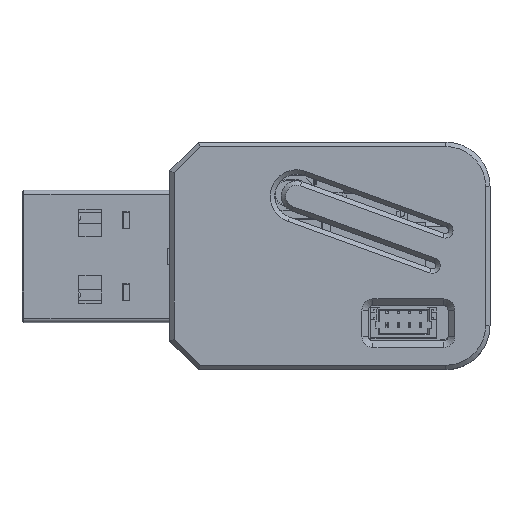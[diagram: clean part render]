
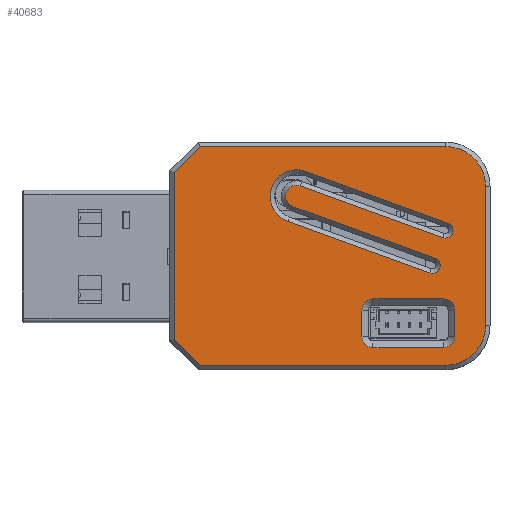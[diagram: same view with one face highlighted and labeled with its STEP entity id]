
A CAD part, top view. The second image highlights one B-rep face of the part: STEP entity #40683.
In plain terms, the highlighted planar face has unit normal (0, 0, 1).
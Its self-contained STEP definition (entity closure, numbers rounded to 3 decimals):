
#643=FACE_BOUND('',#6364,.T.);
#644=FACE_BOUND('',#6365,.T.);
#1582=CIRCLE('',#43852,2.4);
#1585=CIRCLE('',#43857,0.7);
#1586=CIRCLE('',#43860,1.);
#1589=CIRCLE('',#43865,0.7);
#1592=CIRCLE('',#43874,3.6);
#1593=CIRCLE('',#43875,3.6);
#1594=CIRCLE('',#43876,1.);
#1595=CIRCLE('',#43877,1.);
#1596=CIRCLE('',#43878,1.);
#1597=CIRCLE('',#43879,1.);
#4091=FACE_OUTER_BOUND('',#6363,.T.);
#6363=EDGE_LOOP('',(#35946,#35947,#35948,#35949,#35950,#35951,#35952,#35953));
#6364=EDGE_LOOP('',(#35954,#35955,#35956,#35957,#35958,#35959,#35960,#35961));
#6365=EDGE_LOOP('',(#35962,#35963,#35964,#35965,#35966,#35967,#35968,#35969));
#10802=LINE('',#68287,#15362);
#10806=LINE('',#68299,#15366);
#10810=LINE('',#68311,#15370);
#10813=LINE('',#68320,#15373);
#10822=LINE('',#68343,#15382);
#10823=LINE('',#68347,#15383);
#10824=LINE('',#68351,#15384);
#10825=LINE('',#68353,#15385);
#10826=LINE('',#68355,#15386);
#10827=LINE('',#68356,#15387);
#10828=LINE('',#68359,#15388);
#10829=LINE('',#68363,#15389);
#10830=LINE('',#68367,#15390);
#10831=LINE('',#68371,#15391);
#15362=VECTOR('',#54144,10.);
#15366=VECTOR('',#54156,10.);
#15370=VECTOR('',#54168,10.);
#15373=VECTOR('',#54179,10.);
#15382=VECTOR('',#54202,10.);
#15383=VECTOR('',#54205,10.);
#15384=VECTOR('',#54208,10.);
#15385=VECTOR('',#54209,10.);
#15386=VECTOR('',#54210,10.);
#15387=VECTOR('',#54211,10.);
#15388=VECTOR('',#54212,10.);
#15389=VECTOR('',#54215,10.);
#15390=VECTOR('',#54218,10.);
#15391=VECTOR('',#54221,10.);
#19122=VERTEX_POINT('',#68276);
#19123=VERTEX_POINT('',#68278);
#19126=VERTEX_POINT('',#68285);
#19128=VERTEX_POINT('',#68292);
#19130=VERTEX_POINT('',#68297);
#19132=VERTEX_POINT('',#68303);
#19134=VERTEX_POINT('',#68309);
#19136=VERTEX_POINT('',#68316);
#19142=VERTEX_POINT('',#68341);
#19143=VERTEX_POINT('',#68342);
#19144=VERTEX_POINT('',#68344);
#19145=VERTEX_POINT('',#68346);
#19146=VERTEX_POINT('',#68348);
#19147=VERTEX_POINT('',#68350);
#19148=VERTEX_POINT('',#68352);
#19149=VERTEX_POINT('',#68354);
#19150=VERTEX_POINT('',#68357);
#19151=VERTEX_POINT('',#68358);
#19152=VERTEX_POINT('',#68360);
#19153=VERTEX_POINT('',#68362);
#19154=VERTEX_POINT('',#68364);
#19155=VERTEX_POINT('',#68366);
#19156=VERTEX_POINT('',#68368);
#19157=VERTEX_POINT('',#68370);
#24739=EDGE_CURVE('',#19122,#19123,#1582,.T.);
#24743=EDGE_CURVE('',#19126,#19122,#10802,.T.);
#24747=EDGE_CURVE('',#19128,#19126,#1585,.T.);
#24749=EDGE_CURVE('',#19130,#19128,#10806,.T.);
#24752=EDGE_CURVE('',#19132,#19130,#1586,.T.);
#24755=EDGE_CURVE('',#19134,#19132,#10810,.T.);
#24759=EDGE_CURVE('',#19136,#19134,#1589,.T.);
#24760=EDGE_CURVE('',#19123,#19136,#10813,.T.);
#24771=EDGE_CURVE('',#19142,#19143,#10822,.T.);
#24772=EDGE_CURVE('',#19144,#19142,#1592,.T.);
#24773=EDGE_CURVE('',#19145,#19144,#10823,.T.);
#24774=EDGE_CURVE('',#19146,#19145,#1593,.T.);
#24775=EDGE_CURVE('',#19147,#19146,#10824,.T.);
#24776=EDGE_CURVE('',#19148,#19147,#10825,.T.);
#24777=EDGE_CURVE('',#19149,#19148,#10826,.T.);
#24778=EDGE_CURVE('',#19143,#19149,#10827,.T.);
#24779=EDGE_CURVE('',#19150,#19151,#10828,.T.);
#24780=EDGE_CURVE('',#19152,#19150,#1594,.T.);
#24781=EDGE_CURVE('',#19153,#19152,#10829,.T.);
#24782=EDGE_CURVE('',#19154,#19153,#1595,.T.);
#24783=EDGE_CURVE('',#19155,#19154,#10830,.T.);
#24784=EDGE_CURVE('',#19156,#19155,#1596,.T.);
#24785=EDGE_CURVE('',#19157,#19156,#10831,.T.);
#24786=EDGE_CURVE('',#19151,#19157,#1597,.T.);
#35946=ORIENTED_EDGE('',*,*,#24771,.F.);
#35947=ORIENTED_EDGE('',*,*,#24772,.F.);
#35948=ORIENTED_EDGE('',*,*,#24773,.F.);
#35949=ORIENTED_EDGE('',*,*,#24774,.F.);
#35950=ORIENTED_EDGE('',*,*,#24775,.F.);
#35951=ORIENTED_EDGE('',*,*,#24776,.F.);
#35952=ORIENTED_EDGE('',*,*,#24777,.F.);
#35953=ORIENTED_EDGE('',*,*,#24778,.F.);
#35954=ORIENTED_EDGE('',*,*,#24779,.F.);
#35955=ORIENTED_EDGE('',*,*,#24780,.F.);
#35956=ORIENTED_EDGE('',*,*,#24781,.F.);
#35957=ORIENTED_EDGE('',*,*,#24782,.F.);
#35958=ORIENTED_EDGE('',*,*,#24783,.F.);
#35959=ORIENTED_EDGE('',*,*,#24784,.F.);
#35960=ORIENTED_EDGE('',*,*,#24785,.F.);
#35961=ORIENTED_EDGE('',*,*,#24786,.F.);
#35962=ORIENTED_EDGE('',*,*,#24739,.F.);
#35963=ORIENTED_EDGE('',*,*,#24743,.F.);
#35964=ORIENTED_EDGE('',*,*,#24747,.F.);
#35965=ORIENTED_EDGE('',*,*,#24749,.F.);
#35966=ORIENTED_EDGE('',*,*,#24752,.F.);
#35967=ORIENTED_EDGE('',*,*,#24755,.F.);
#35968=ORIENTED_EDGE('',*,*,#24759,.F.);
#35969=ORIENTED_EDGE('',*,*,#24760,.F.);
#37893=PLANE('',#43873);
#40683=ADVANCED_FACE('',(#4091,#643,#644),#37893,.T.);
#43852=AXIS2_PLACEMENT_3D('',#68279,#54136,#54137);
#43857=AXIS2_PLACEMENT_3D('',#68294,#54151,#54152);
#43860=AXIS2_PLACEMENT_3D('',#68305,#54161,#54162);
#43865=AXIS2_PLACEMENT_3D('',#68318,#54175,#54176);
#43873=AXIS2_PLACEMENT_3D('',#68340,#54200,#54201);
#43874=AXIS2_PLACEMENT_3D('',#68345,#54203,#54204);
#43875=AXIS2_PLACEMENT_3D('',#68349,#54206,#54207);
#43876=AXIS2_PLACEMENT_3D('',#68361,#54213,#54214);
#43877=AXIS2_PLACEMENT_3D('',#68365,#54216,#54217);
#43878=AXIS2_PLACEMENT_3D('',#68369,#54219,#54220);
#43879=AXIS2_PLACEMENT_3D('',#68372,#54222,#54223);
#54136=DIRECTION('center_axis',(0.,0.,1.));
#54137=DIRECTION('ref_axis',(0.342,0.94,0.));
#54144=DIRECTION('',(-0.94,0.342,0.));
#54151=DIRECTION('center_axis',(0.,0.,1.));
#54152=DIRECTION('ref_axis',(0.423,-0.906,0.));
#54156=DIRECTION('',(0.94,-0.342,0.));
#54161=DIRECTION('center_axis',(0.,0.,-1.));
#54162=DIRECTION('ref_axis',(0.342,0.94,0.));
#54168=DIRECTION('',(-0.94,0.342,0.));
#54175=DIRECTION('center_axis',(0.,0.,1.));
#54176=DIRECTION('ref_axis',(0.906,0.423,0.));
#54179=DIRECTION('',(0.94,-0.342,0.));
#54200=DIRECTION('center_axis',(0.,0.,1.));
#54201=DIRECTION('ref_axis',(1.,0.,0.));
#54202=DIRECTION('',(-1.,0.,0.));
#54203=DIRECTION('center_axis',(0.,0.,-1.));
#54204=DIRECTION('ref_axis',(0.707,-0.707,0.));
#54205=DIRECTION('',(0.,-1.,0.));
#54206=DIRECTION('center_axis',(0.,0.,-1.));
#54207=DIRECTION('ref_axis',(0.707,0.707,0.));
#54208=DIRECTION('',(1.,0.,0.));
#54209=DIRECTION('',(0.707,0.707,0.));
#54210=DIRECTION('',(0.,1.,0.));
#54211=DIRECTION('',(-0.707,0.707,0.));
#54212=DIRECTION('',(1.,0.,0.));
#54213=DIRECTION('center_axis',(0.,0.,1.));
#54214=DIRECTION('ref_axis',(-0.707,-0.707,0.));
#54215=DIRECTION('',(0.,-1.,0.));
#54216=DIRECTION('center_axis',(0.,0.,1.));
#54217=DIRECTION('ref_axis',(-0.707,0.707,0.));
#54218=DIRECTION('',(-1.,0.,0.));
#54219=DIRECTION('center_axis',(0.,0.,1.));
#54220=DIRECTION('ref_axis',(0.707,0.707,0.));
#54221=DIRECTION('',(0.,1.,0.));
#54222=DIRECTION('center_axis',(0.,0.,1.));
#54223=DIRECTION('ref_axis',(0.707,-0.707,0.));
#68276=CARTESIAN_POINT('',(-2.179,7.655,11.6));
#68278=CARTESIAN_POINT('',(-3.821,3.145,11.6));
#68279=CARTESIAN_POINT('Origin',(-3.,5.4,11.6));
#68285=CARTESIAN_POINT('',(10.695,2.97,11.6));
#68287=CARTESIAN_POINT('',(0.013,6.857,11.6));
#68292=CARTESIAN_POINT('',(10.216,1.654,11.6));
#68294=CARTESIAN_POINT('Origin',(10.455,2.312,11.6));
#68297=CARTESIAN_POINT('',(-2.658,6.34,11.6));
#68299=CARTESIAN_POINT('',(-0.466,5.542,11.6));
#68303=CARTESIAN_POINT('',(-3.342,4.46,11.6));
#68305=CARTESIAN_POINT('Origin',(-3.,5.4,11.6));
#68309=CARTESIAN_POINT('',(9.532,-0.225,11.6));
#68311=CARTESIAN_POINT('',(5.428,1.268,11.6));
#68316=CARTESIAN_POINT('',(9.053,-1.541,11.6));
#68318=CARTESIAN_POINT('Origin',(9.292,-0.883,11.6));
#68320=CARTESIAN_POINT('',(4.949,-0.047,11.6));
#68340=CARTESIAN_POINT('Origin',(0.,0.,
11.6));
#68341=CARTESIAN_POINT('',(10.5,-9.9,11.6));
#68342=CARTESIAN_POINT('',(-11.734,-9.9,11.6));
#68343=CARTESIAN_POINT('',(-7.25,-9.9,11.6));
#68344=CARTESIAN_POINT('',(14.1,-6.3,11.6));
#68345=CARTESIAN_POINT('Origin',(10.5,-6.3,11.6));
#68346=CARTESIAN_POINT('',(14.1,6.3,11.6));
#68347=CARTESIAN_POINT('',(14.1,-5.15,11.6));
#68348=CARTESIAN_POINT('',(10.5,9.9,11.6));
#68349=CARTESIAN_POINT('Origin',(10.5,6.3,11.6));
#68350=CARTESIAN_POINT('',(-11.734,9.9,11.6));
#68351=CARTESIAN_POINT('',(7.25,9.9,11.6));
#68352=CARTESIAN_POINT('',(-14.1,7.534,11.6));
#68353=CARTESIAN_POINT('',(-11.867,9.767,11.6));
#68354=CARTESIAN_POINT('',(-14.1,-7.534,11.6));
#68355=CARTESIAN_POINT('',(-14.1,5.15,11.6));
#68356=CARTESIAN_POINT('',(-11.867,-9.767,11.6));
#68357=CARTESIAN_POINT('',(3.9,-8.3,11.6));
#68358=CARTESIAN_POINT('',(10.3,-8.3,11.6));
#68359=CARTESIAN_POINT('',(5.35,-8.3,11.6));
#68360=CARTESIAN_POINT('',(2.9,-7.3,11.6));
#68361=CARTESIAN_POINT('Origin',(3.9,-7.3,11.6));
#68362=CARTESIAN_POINT('',(2.9,-4.9,11.6));
#68363=CARTESIAN_POINT('',(2.9,-3.85,11.6));
#68364=CARTESIAN_POINT('',(3.9,-3.9,11.6));
#68365=CARTESIAN_POINT('Origin',(3.9,-4.9,11.6));
#68366=CARTESIAN_POINT('',(10.3,-3.9,11.6));
#68367=CARTESIAN_POINT('',(1.75,-3.9,11.6));
#68368=CARTESIAN_POINT('',(11.3,-4.9,11.6));
#68369=CARTESIAN_POINT('Origin',(10.3,-4.9,11.6));
#68370=CARTESIAN_POINT('',(11.3,-7.3,11.6));
#68371=CARTESIAN_POINT('',(11.3,-2.25,11.6));
#68372=CARTESIAN_POINT('Origin',(10.3,-7.3,11.6));
